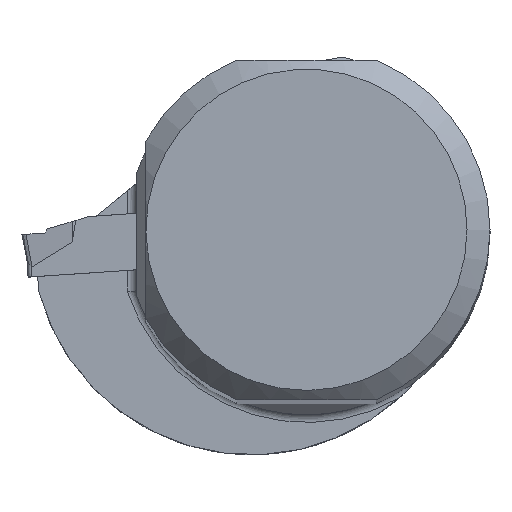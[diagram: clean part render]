
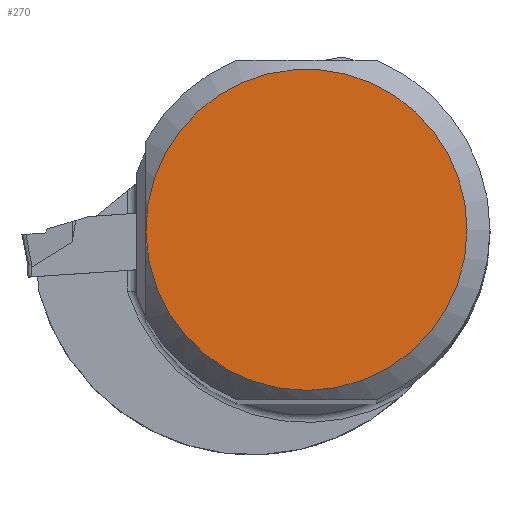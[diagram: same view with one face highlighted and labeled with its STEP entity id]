
A CAD part, top view. The second image highlights one B-rep face of the part: STEP entity #270.
In plain terms, the highlighted planar face has unit normal (0, 0, 1).
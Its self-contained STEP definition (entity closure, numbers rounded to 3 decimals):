
#177=FACE_OUTER_BOUND('',#498,.T.);
#270=ADVANCED_FACE('TB_BL_N10_SU6',(#177),#353,.T.);
#353=PLANE('',#2016);
#407=CIRCLE('',#2012,17.5);
#498=EDGE_LOOP('',(#1085));
#1085=ORIENTED_EDGE('',*,*,#1714,.T.);
#1503=VERTEX_POINT('',#3077);
#1714=EDGE_CURVE('',#1503,#1503,#407,.T.);
#2012=AXIS2_PLACEMENT_3D('',#3076,#2339,#2340);
#2016=AXIS2_PLACEMENT_3D('',#3140,#2347,#2348);
#2339=DIRECTION('',(0.,0.,1.));
#2340=DIRECTION('',(1.,0.,0.));
#2347=DIRECTION('',(0.,0.,1.));
#2348=DIRECTION('',(1.,0.,0.));
#3076=CARTESIAN_POINT('',(0.,0.,0.));
#3077=CARTESIAN_POINT('',(17.5,0.,0.));
#3140=CARTESIAN_POINT('',(0.,0.,0.));
